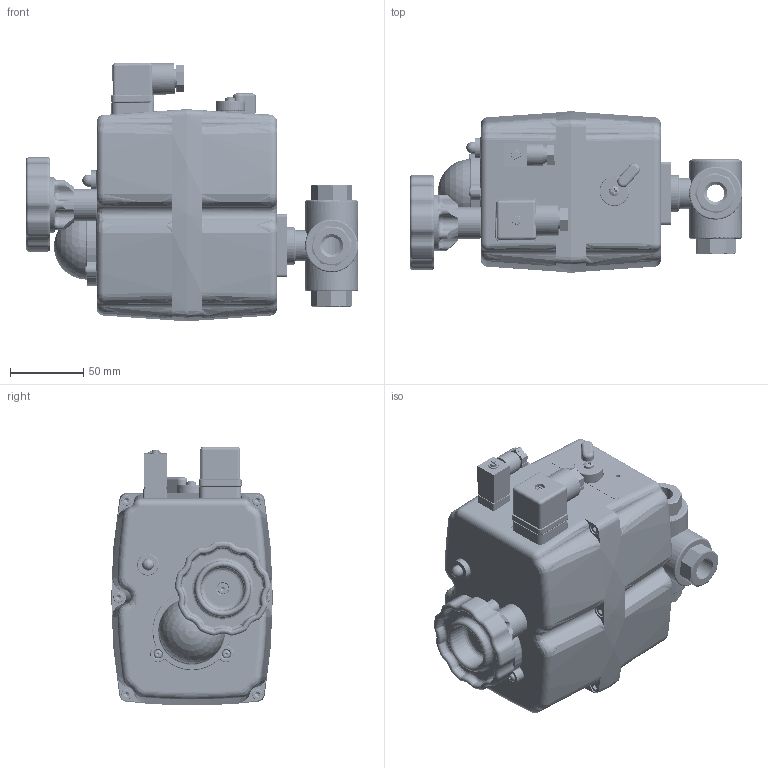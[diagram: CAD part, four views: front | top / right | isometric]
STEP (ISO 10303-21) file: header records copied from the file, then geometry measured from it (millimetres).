
FILE_DESCRIPTION (( 'STEP AP214' ), '1' );
FILE_NAME ('KL103-KT103-3-Wege-Kugelhahn-?-Zoll-PN63-S20-Elektrischer-Schwenkantrieb-24V-240V-Fergo.STEP', '2023-08-11T07:19:34', ( '' ), ( '' ), 'SwSTEP 2.0', 'SolidWorks 2022', '' );
FILE_SCHEMA (( 'AUTOMOTIVE_DESIGN' ));
Length unit declared in the file: millimetre
Products named in the file (3): J&J S-20+35; KL103-KT103-3-Wege-Kugelhahn-⅜-Zoll-PN63-FW_Standard; KL103-KT103-3-Wege-Kugelhahn-⅜-Zoll-PN63-S20-Elektrischer-Schwenkantrieb-24V-240V-Fergo
Assembly tree (2 placements, depth 2):
  KL103-KT103-3-Wege-Kugelhahn-⅜-Zoll-PN63-S20-Elektrischer-Schwenkantrieb-24V-240V-Fergo
    KL103-KT103-3-Wege-Kugelhahn-⅜-Zoll-PN63-FW_Standard
    J&J S-20+35
Bounding box: 226 x 110 x 176.14 mm (x, y, z)
Volume: 504921.2 mm3; surface area: 302754.6 mm2
Topology: 56 solids, 57 shells, 5110 faces, 12710 edges, 7801 vertices
Faces by surface type: cylinder 1658, plane 1243, cone 1140, torus 618, bspline 321, sphere 130
Entity records: 192665 total; most frequent: CARTESIAN_POINT 69992, DIRECTION 26868, ORIENTED_EDGE 25150, EDGE_CURVE 12576, AXIS2_PLACEMENT_3D 10870, VERTEX_POINT 7795, CIRCLE 6075, EDGE_LOOP 5498
